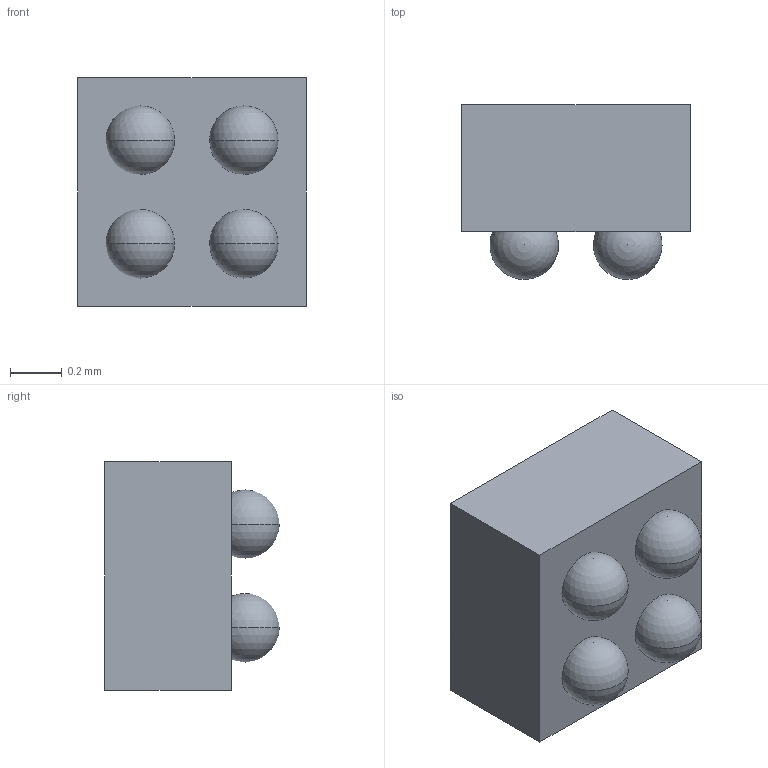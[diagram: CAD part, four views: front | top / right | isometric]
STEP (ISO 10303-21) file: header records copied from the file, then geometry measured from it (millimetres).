
FILE_DESCRIPTION (( 'STEP AP214' ), '1' );
FILE_NAME ('LMT70YFQT.STEP', '2020-06-22T21:53:42', ( '' ), ( '' ), 'SwSTEP 2.0', 'SolidWorks 2018', '' );
FILE_SCHEMA (( 'AUTOMOTIVE_DESIGN' ));
Length unit declared in the file: millimetre
Products named in the file (1): LMT70YFQT
Bounding box: 0.88 x 0.68 x 0.88 mm (x, y, z)
Volume: 0.4 mm3; surface area: 4.1 mm2
Topology: 5 solids, 5 shells, 18 faces, 48 edges, 32 vertices
Faces by surface type: plane 10, sphere 8
Entity records: 490 total; most frequent: DIRECTION 82, CARTESIAN_POINT 67, ORIENTED_EDGE 56, AXIS2_PLACEMENT_3D 35, EDGE_CURVE 28, VERTEX_POINT 20, ADVANCED_FACE 18, EDGE_LOOP 18
